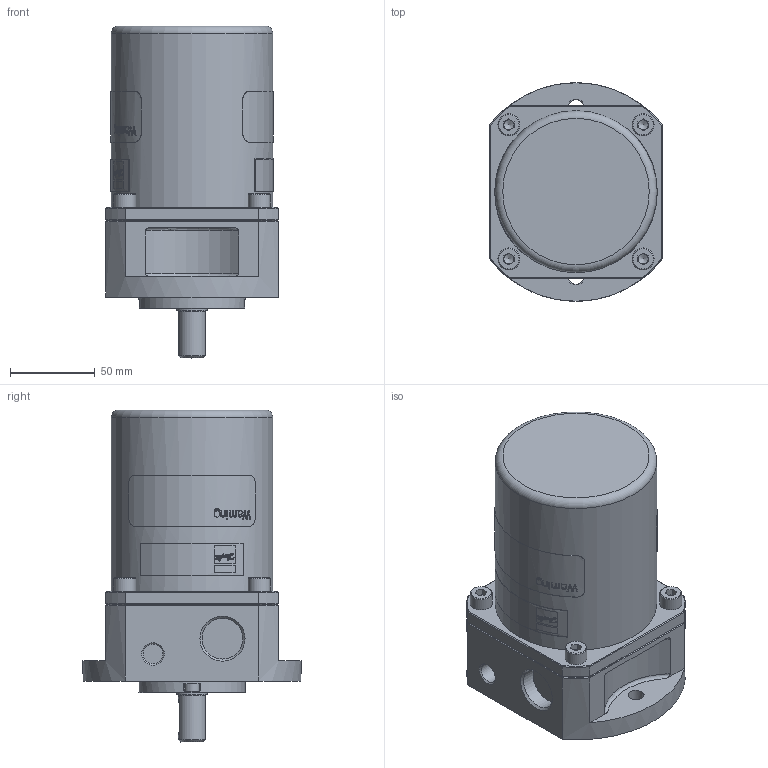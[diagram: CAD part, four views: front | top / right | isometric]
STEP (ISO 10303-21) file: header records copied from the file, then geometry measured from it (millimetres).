
FILE_DESCRIPTION(/* description */ (''),/* implementation_level */ '2;1');
FILE_NAME(/* name */ '180B0008.stp',/* time_stamp */ '2013-12-13T14:26:36+01:00',/* author */ (''),/* organization */ (''),/* preprocessor_version */ 'ST-DEVELOPER v11',/* originating_system */ 'SIEMENS PLM Software NX 7.5',/* authorisation */ '');
FILE_SCHEMA (('CONFIG_CONTROL_DESIGN'));
Length unit declared in the file: millimetre
Products named in the file (1): f34232F6qwne
Bounding box: 102 x 129 x 196 mm (x, y, z)
Volume: 1313780.2 mm3; surface area: 91073.2 mm2
Topology: 1 solids, 1 shells, 597 faces, 1518 edges, 987 vertices
Faces by surface type: plane 290, extrusion 140, cylinder 109, cone 41, torus 17
Full cylindrical faces by diameter (mm): 8.5 x2, 9 x2, 11.7 x2, 13 x4, 14.95 x1, 15.99 x1, 17.99 x1, 19.45 x1, 20 x1, 21.05 x1, 21.6 x1, 23 x1, 24.12 x1, 62.975 x1, 70.95 x1, 77 x1, 79.975 x2, 80.075 x1, 95.5 x1
Entity records: 25458 total; most frequent: CARTESIAN_POINT 11739, ORIENTED_EDGE 2854, DIRECTION 2520, EDGE_CURVE 1427, VERTEX_POINT 961, AXIS2_PLACEMENT_3D 874, VECTOR 772, EDGE_LOOP 726
